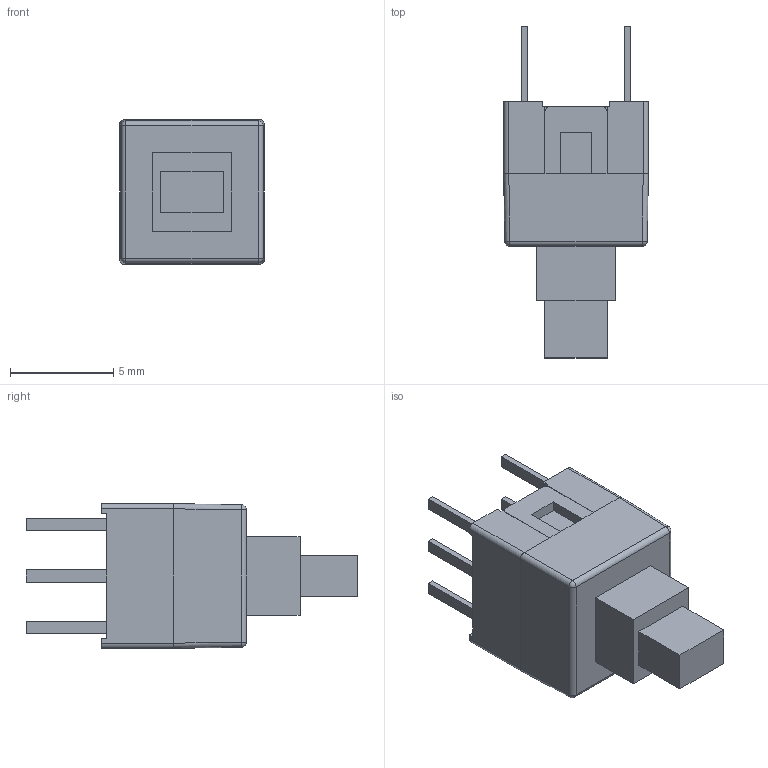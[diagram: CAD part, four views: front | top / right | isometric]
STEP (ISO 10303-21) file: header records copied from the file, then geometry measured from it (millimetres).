
FILE_DESCRIPTION(/* description */ ('STEP AP242','CAx-IF Rec.Pracs.---Representation and Presentation of Product Manufacturing Information (PMI)---4.0---2014-10-13','CAx-IF Rec.Pracs.---3D Tessellated Geometry---0.4---2014-09-14','2;1'),/* implementation_level */ '2;1');
FILE_NAME(/* name */ '648a94d6b27ffe2ad7990610',/* time_stamp */ '2023-06-15T04:34:30Z',/* author */ (''),/* organization */ (''),/* preprocessor_version */ 'ST-DEVELOPER v19.4',/* originating_system */ ' ',/* authorisation */ ' ');
FILE_SCHEMA (('AP242_MANAGED_MODEL_BASED_3D_ENGINEERING_MIM_LF { 1 0 10303 442 1 1 4 }'));
Length unit declared in the file: metre
Products named in the file (9): Part 9; Part 8; Part 7; Part 6; Part 5; Part 4; Part 3; Part 2; Part 1
Bounding box: 7 x 16.05 x 7 mm (x, y, z)
Volume: 383.8 mm3; surface area: 565.5 mm2
Topology: 9 solids, 9 shells, 118 faces, 297 edges, 188 vertices
Faces by surface type: plane 98, cylinder 16, sphere 4
Entity records: 3741 total; most frequent: CARTESIAN_POINT 608, ORIENTED_EDGE 586, DIRECTION 579, EDGE_CURVE 293, LINE 261, VECTOR 261, VERTEX_POINT 188, AXIS2_PLACEMENT_3D 159
